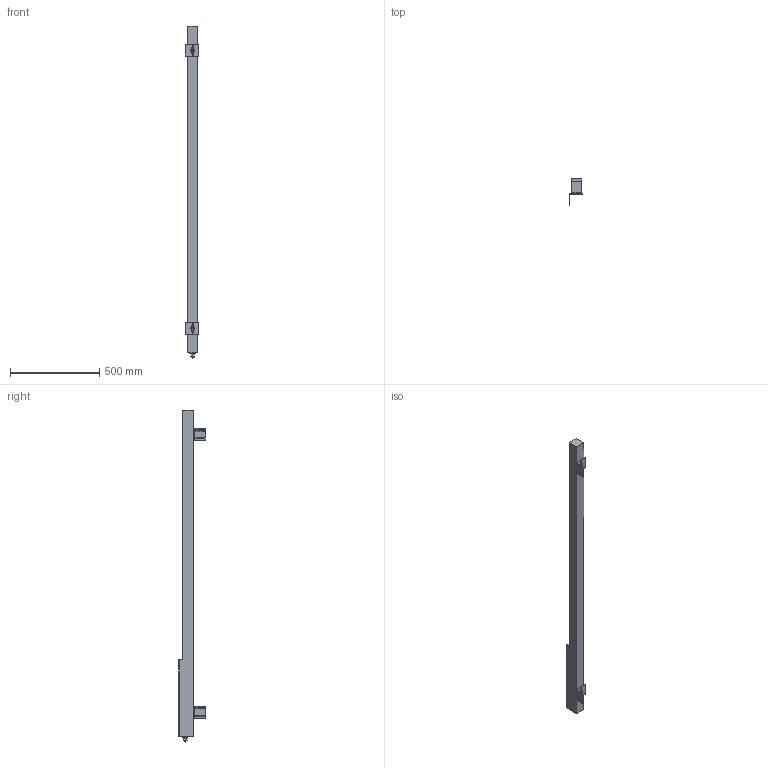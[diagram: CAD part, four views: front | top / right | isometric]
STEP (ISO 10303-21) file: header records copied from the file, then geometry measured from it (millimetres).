
FILE_DESCRIPTION (( 'STEP AP203' ), '1' );
FILE_NAME ('00083681 PDU AN_PM13_42_36C13_06C19_41.STEP', '2022-10-21T08:49:16', ( '' ), ( '' ), 'SwSTEP 2.0', 'SolidWorks 2022', '' );
FILE_SCHEMA (( 'CONFIG_CONTROL_DESIGN' ));
Length unit declared in the file: millimetre
Products named in the file (3): Кронштейн; AN_PM13_42_36C13_06C19_41; 00083681 PDU AN_PM13_42_36C13_06C19_41
Assembly tree (3 placements, depth 2):
  00083681 PDU AN_PM13_42_36C13_06C19_41
    AN_PM13_42_36C13_06C19_41
    Кронштейн  x2
Bounding box: 73 x 149 x 1860 mm (x, y, z)
Volume: 6810254.8 mm3; surface area: 523188.6 mm2
Topology: 3 solids, 3 shells, 2330 faces, 6126 edges, 4076 vertices
Faces by surface type: plane 1648, cylinder 680, sphere 2
Entity records: 70323 total; most frequent: CARTESIAN_POINT 12250, ORIENTED_EDGE 11964, DIRECTION 11850, EDGE_CURVE 5982, LINE 4684, VECTOR 4684, VERTEX_POINT 3983, AXIS2_PLACEMENT_3D 3583
